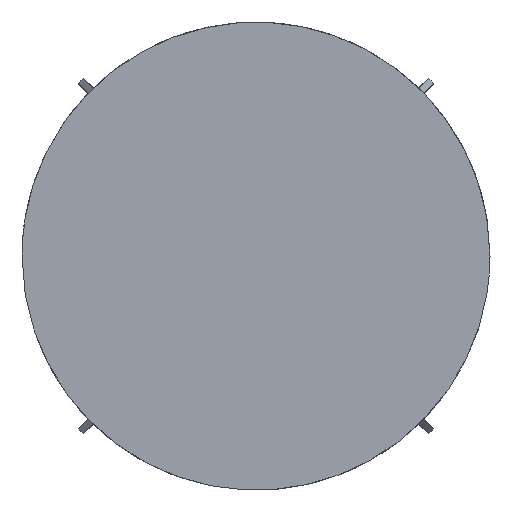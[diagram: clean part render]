
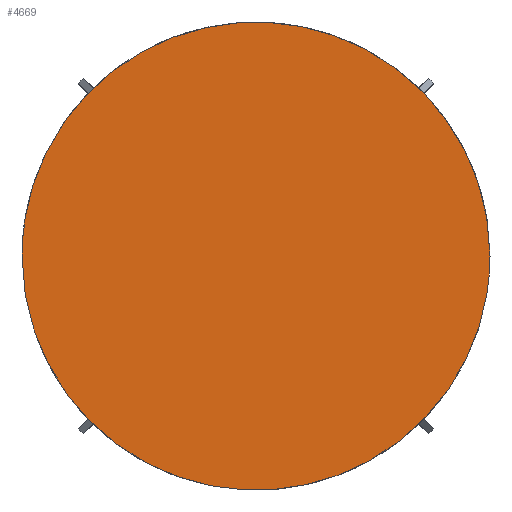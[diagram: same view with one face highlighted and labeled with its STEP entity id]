
A CAD part, front view. The second image highlights one B-rep face of the part: STEP entity #4669.
In plain terms, the highlighted planar face has unit normal (0, -1, 0).
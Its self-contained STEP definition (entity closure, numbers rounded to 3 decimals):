
#4465=CARTESIAN_POINT('',(810.,0.,-610.));
#4466=CARTESIAN_POINT('',(810.,0.,-645.355));
#4467=CARTESIAN_POINT('',(816.281,0.,-718.713));
#4468=CARTESIAN_POINT('',(848.119,0.,-831.539));
#4469=CARTESIAN_POINT('',(904.007,0.,-940.272));
#4470=CARTESIAN_POINT('',(982.67,0.,-1037.329));
#4471=CARTESIAN_POINT('',(1079.73,0.,-1115.996));
#4472=CARTESIAN_POINT('',(1170.335,0.,-1162.56));
#4473=CARTESIAN_POINT('',(1244.88,0.,-1187.813));
#4474=CARTESIAN_POINT('',(1300.938,0.,-1200.913));
#4475=CARTESIAN_POINT('',(1347.073,0.,-1207.182));
#4476=CARTESIAN_POINT('',(1383.343,0.,-1209.609));
#4477=CARTESIAN_POINT('',(1410.,0.,-1210.195));
#4478=CARTESIAN_POINT('',(1436.657,0.,-1209.609));
#4479=CARTESIAN_POINT('',(1472.927,0.,-1207.182));
#4480=CARTESIAN_POINT('',(1519.062,0.,-1200.913));
#4481=CARTESIAN_POINT('',(1575.12,0.,-1187.813));
#4482=CARTESIAN_POINT('',(1649.665,0.,-1162.56));
#4483=CARTESIAN_POINT('',(1740.27,0.,-1115.996));
#4484=CARTESIAN_POINT('',(1837.33,0.,-1037.329));
#4485=CARTESIAN_POINT('',(1915.993,0.,-940.272));
#4486=CARTESIAN_POINT('',(1971.881,0.,-831.539));
#4487=CARTESIAN_POINT('',(2003.719,0.,-718.713));
#4488=CARTESIAN_POINT('',(2010.,0.,-645.355));
#4489=CARTESIAN_POINT('',(2010.,0.,-610.));
#4491=CARTESIAN_POINT('',(2010.,0.,-610.));
#4492=CARTESIAN_POINT('',(2010.,0.,-574.645));
#4493=CARTESIAN_POINT('',(2003.719,0.,-501.287));
#4494=CARTESIAN_POINT('',(1971.881,0.,-388.461));
#4495=CARTESIAN_POINT('',(1915.993,0.,-279.728));
#4496=CARTESIAN_POINT('',(1837.33,0.,-182.671));
#4497=CARTESIAN_POINT('',(1740.27,0.,-104.004));
#4498=CARTESIAN_POINT('',(1649.665,0.,-57.44));
#4499=CARTESIAN_POINT('',(1575.12,0.,-32.187));
#4500=CARTESIAN_POINT('',(1519.062,0.,-19.087));
#4501=CARTESIAN_POINT('',(1472.927,0.,-12.818));
#4502=CARTESIAN_POINT('',(1436.657,0.,-10.391));
#4503=CARTESIAN_POINT('',(1410.,0.,-9.805));
#4504=CARTESIAN_POINT('',(1383.343,0.,-10.391));
#4505=CARTESIAN_POINT('',(1347.073,0.,-12.818));
#4506=CARTESIAN_POINT('',(1300.938,0.,-19.087));
#4507=CARTESIAN_POINT('',(1244.88,0.,-32.187));
#4508=CARTESIAN_POINT('',(1170.335,0.,-57.44));
#4509=CARTESIAN_POINT('',(1079.73,0.,-104.004));
#4510=CARTESIAN_POINT('',(982.67,0.,-182.671));
#4511=CARTESIAN_POINT('',(904.007,0.,-279.728));
#4512=CARTESIAN_POINT('',(848.119,0.,-388.461));
#4513=CARTESIAN_POINT('',(816.281,0.,-501.287));
#4514=CARTESIAN_POINT('',(810.,0.,-574.645));
#4515=CARTESIAN_POINT('',(810.,0.,-610.));
#4648=VERTEX_POINT('',#4465);
#4649=VERTEX_POINT('',#4489);
#4658=CARTESIAN_POINT('',(2010.,0.,-1210.));
#4659=DIRECTION('',(0.,-1.,0.));
#4660=DIRECTION('',(-1.,0.,0.));
#4661=AXIS2_PLACEMENT_3D('',#4658,#4659,#4660);
#4662=PLANE('',#4661);
#4664=ORIENTED_EDGE('',*,*,#4663,.F.);
#4666=ORIENTED_EDGE('',*,*,#4665,.F.);
#4667=EDGE_LOOP('',(#4664,#4666));
#4668=FACE_OUTER_BOUND('',#4667,.F.);
#4669=ADVANCED_FACE('',(#4668),#4662,.T.);
#4490=B_SPLINE_CURVE_WITH_KNOTS('',3,(#4465,#4466,#4467,#4468,#4469,#4470,#4471,
#4472,#4473,#4474,#4475,#4476,#4477,#4478,#4479,#4480,#4481,#4482,#4483,#4484,
#4485,#4486,#4487,#4488,#4489),.UNSPECIFIED.,.F.,.F.,(4,1,1,1,1,1,1,1,1,1,1,1,1,
1,1,1,1,1,1,1,1,1,4),(0.,0.063,0.125,0.188,0.25,0.313,0.375,
0.406,0.438,0.469,0.484,0.5,0.516,0.531,0.563,
0.594,0.625,0.688,0.75,0.813,0.875,0.938,1.),
.UNSPECIFIED.);
#4516=B_SPLINE_CURVE_WITH_KNOTS('',3,(#4491,#4492,#4493,#4494,#4495,#4496,#4497,
#4498,#4499,#4500,#4501,#4502,#4503,#4504,#4505,#4506,#4507,#4508,#4509,#4510,
#4511,#4512,#4513,#4514,#4515),.UNSPECIFIED.,.F.,.F.,(4,1,1,1,1,1,1,1,1,1,1,1,1,
1,1,1,1,1,1,1,1,1,4),(0.,0.063,0.125,0.188,0.25,0.313,0.375,
0.406,0.438,0.469,0.484,0.5,0.516,0.531,0.563,
0.594,0.625,0.688,0.75,0.813,0.875,0.938,1.),
.UNSPECIFIED.);
#4663=EDGE_CURVE('',#4648,#4649,#4490,.T.);
#4665=EDGE_CURVE('',#4649,#4648,#4516,.T.);
